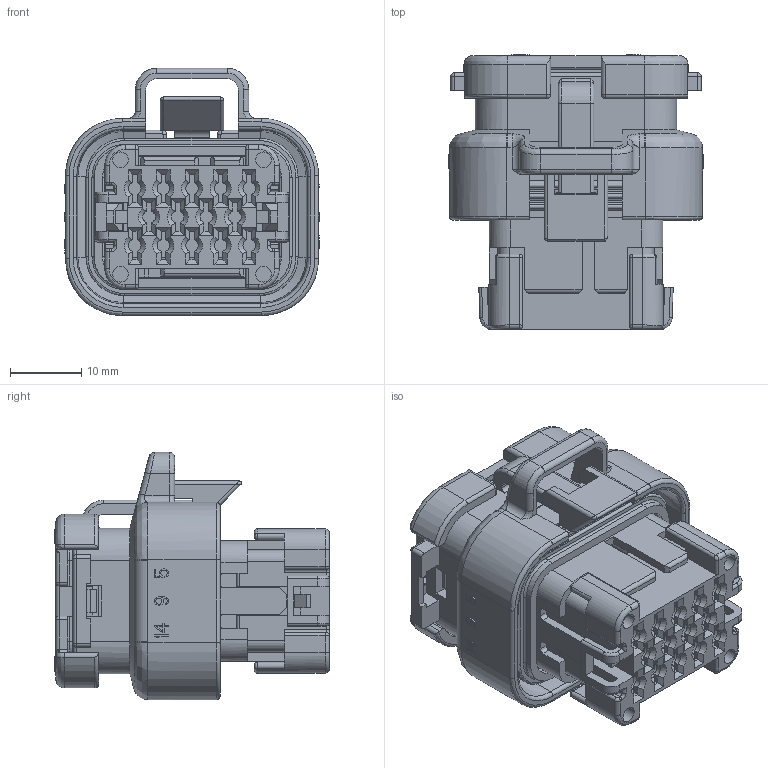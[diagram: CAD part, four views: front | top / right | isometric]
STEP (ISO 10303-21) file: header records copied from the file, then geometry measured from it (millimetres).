
FILE_DESCRIPTION( ('This file contains a STEP AP42 implementation' ,'as created by ZW3D STEP Interface translator.') ,'2;1' );
FILE_NAME( '74040-3FC014AN00WAX(W).stp' ,'23 314.172617', (''), ('ZWCAD Software Co.'), 'Version 1.0', 'ZW3D to STEP translator', '' );
FILE_SCHEMA(('AUTOMOTIVE_DESIGN { 1 0 10303 214 1 1 1 1 }'));
Length unit declared in the file: millimetre
Products named in the file (2): 0; 111
Bounding box: 35.6 x 38.45 x 34.6 mm (x, y, z)
Volume: 17866.3 mm3; surface area: 16700.7 mm2
Topology: 1 solids, 19 shells, 2160 faces, 5679 edges, 3571 vertices
Faces by surface type: plane 1216, cylinder 523, bspline 270, cone 129, sphere 22
Entity records: 74864 total; most frequent: CARTESIAN_POINT 20245, ORIENTED_EDGE 11362, DIRECTION 10446, EDGE_CURVE 5679, VECTOR 3884, LINE 3884, VERTEX_POINT 3571, AXIS2_PLACEMENT_3D 3281
